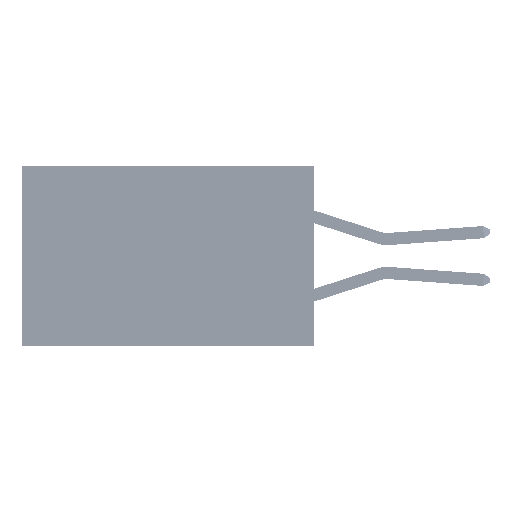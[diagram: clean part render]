
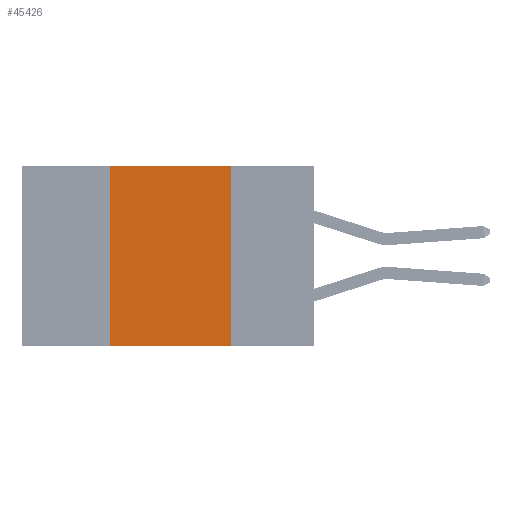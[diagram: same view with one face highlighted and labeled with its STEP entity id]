
A CAD part, left-side view. The second image highlights one B-rep face of the part: STEP entity #45426.
In plain terms, the highlighted planar face has unit normal (-1, 0, 0).
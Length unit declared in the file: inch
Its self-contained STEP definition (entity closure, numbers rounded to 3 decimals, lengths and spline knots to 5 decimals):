
#280 = CARTESIAN_POINT ( 'NONE',  ( 0., 0.42, 0. ) ) ;
#948 = LINE ( 'NONE', #31000, #37678 ) ;
#1187 = DIRECTION ( 'NONE',  ( 0., 0., -1. ) ) ;
#1557 = DIRECTION ( 'NONE',  ( 0., -1., 0. ) ) ;
#2797 = CARTESIAN_POINT ( 'NONE',  ( 0., 0.6, 0. ) ) ;
#4023 = DIRECTION ( 'NONE',  ( 0., 0., 1. ) ) ;
#4900 = CARTESIAN_POINT ( 'NONE',  ( 0., 0.42, 0. ) ) ;
#4912 = CARTESIAN_POINT ( 'NONE',  ( 0., 0.42, -0.37 ) ) ;
#6171 = LINE ( 'NONE', #2797, #43874 ) ;
#6513 = AXIS2_PLACEMENT_3D ( 'NONE', #6663, #43217, #21455 ) ;
#6557 = DIRECTION ( 'NONE',  ( 0., -1., 0. ) ) ;
#6663 = CARTESIAN_POINT ( 'NONE',  ( 0., 0.6, 0. ) ) ;
#9147 = LINE ( 'NONE', #45026, #37146 ) ;
#10984 = VERTEX_POINT ( 'NONE', #28512 ) ;
#13173 = ORIENTED_EDGE ( 'NONE', *, *, #34443, .F. ) ;
#14405 = VECTOR ( 'NONE', #4023, 39.37008 ) ;
#15475 = ORIENTED_EDGE ( 'NONE', *, *, #32760, .T. ) ;
#15544 = LINE ( 'NONE', #280, #14405 ) ;
#16051 = VERTEX_POINT ( 'NONE', #18279 ) ;
#18279 = CARTESIAN_POINT ( 'NONE',  ( 0., 0.17, 0. ) ) ;
#20901 = FACE_OUTER_BOUND ( 'NONE', #21563, .T. ) ;
#21455 = DIRECTION ( 'NONE',  ( 0., 0., -1. ) ) ;
#21563 = EDGE_LOOP ( 'NONE', ( #32035, #41084, #13173, #15475 ) ) ;
#24239 = VERTEX_POINT ( 'NONE', #4900 ) ;
#26100 = VERTEX_POINT ( 'NONE', #4912 ) ;
#28512 = CARTESIAN_POINT ( 'NONE',  ( 0., 0.17, -0.37 ) ) ;
#31000 = CARTESIAN_POINT ( 'NONE',  ( 0., 0.6, -0.37 ) ) ;
#32035 = ORIENTED_EDGE ( 'NONE', *, *, #33222, .F. ) ;
#32760 = EDGE_CURVE ( 'NONE', #26100, #10984, #948, .T. ) ;
#33222 = EDGE_CURVE ( 'NONE', #16051, #10984, #9147, .T. ) ;
#34443 = EDGE_CURVE ( 'NONE', #26100, #24239, #15544, .T. ) ;
#37146 = VECTOR ( 'NONE', #1187, 39.37008 ) ;
#37678 = VECTOR ( 'NONE', #1557, 39.37008 ) ;
#39580 = PLANE ( 'NONE',  #6513 ) ;
#40764 = EDGE_CURVE ( 'NONE', #24239, #16051, #6171, .T. ) ;
#41084 = ORIENTED_EDGE ( 'NONE', *, *, #40764, .F. ) ;
#43217 = DIRECTION ( 'NONE',  ( 1., 0., 0. ) ) ;
#43874 = VECTOR ( 'NONE', #6557, 39.37008 ) ;
#45026 = CARTESIAN_POINT ( 'NONE',  ( 0., 0.17, 0. ) ) ;
#45426 = ADVANCED_FACE ( 'NONE', ( #20901 ), #39580, .F. ) ;
